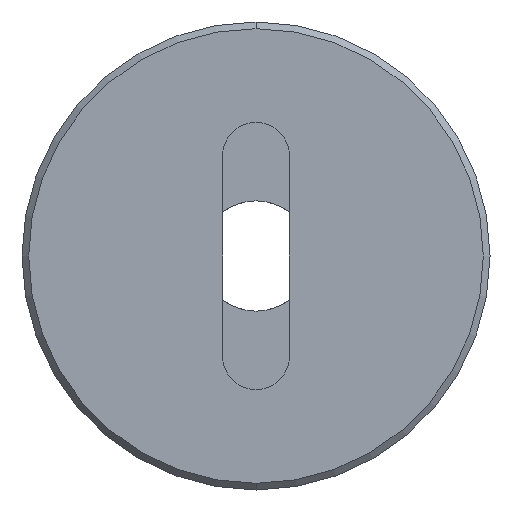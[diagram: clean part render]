
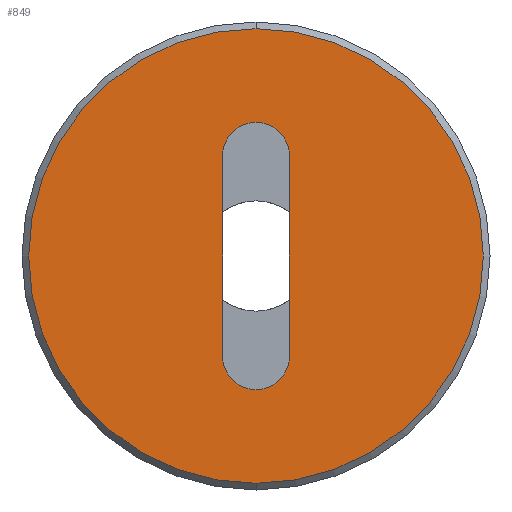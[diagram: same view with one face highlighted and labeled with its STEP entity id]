
A CAD part, front view. The second image highlights one B-rep face of the part: STEP entity #849.
In plain terms, the highlighted planar face has unit normal (0, -1, 0).
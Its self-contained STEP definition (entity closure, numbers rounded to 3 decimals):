
#1 = CARTESIAN_POINT ( 'NONE',  ( 0., 0., -4. ) ) ;
#11 = CIRCLE ( 'NONE', #1007, 1. ) ;
#14 = CARTESIAN_POINT ( 'NONE',  ( 0., 0., -6.8 ) ) ;
#22 = DIRECTION ( 'NONE',  ( 0., 0., -1. ) ) ;
#59 = CARTESIAN_POINT ( 'NONE',  ( -1., 0., 0. ) ) ;
#88 = DIRECTION ( 'NONE',  ( 0., 0., 1. ) ) ;
#102 = EDGE_CURVE ( 'NONE', #591, #713, #803, .T. ) ;
#121 = AXIS2_PLACEMENT_3D ( 'NONE', #1210, #896, #88 ) ;
#153 = FACE_BOUND ( 'NONE', #827, .T. ) ;
#205 = ORIENTED_EDGE ( 'NONE', *, *, #1117, .T. ) ;
#227 = AXIS2_PLACEMENT_3D ( 'NONE', #1223, #891, #1037 ) ;
#230 = ORIENTED_EDGE ( 'NONE', *, *, #954, .T. ) ;
#235 = ORIENTED_EDGE ( 'NONE', *, *, #102, .F. ) ;
#255 = CARTESIAN_POINT ( 'NONE',  ( 1., 0., 0. ) ) ;
#280 = DIRECTION ( 'NONE',  ( 0., -1., 0. ) ) ;
#291 = AXIS2_PLACEMENT_3D ( 'NONE', #628, #1051, #509 ) ;
#312 = AXIS2_PLACEMENT_3D ( 'NONE', #1091, #576, #385 ) ;
#385 = DIRECTION ( 'NONE',  ( 0., 0., 1. ) ) ;
#416 = VECTOR ( 'NONE', #1276, 1000. ) ;
#449 = CARTESIAN_POINT ( 'NONE',  ( 1., 0., 3. ) ) ;
#467 = FACE_OUTER_BOUND ( 'NONE', #920, .T. ) ;
#486 = ORIENTED_EDGE ( 'NONE', *, *, #633, .T. ) ;
#495 = VERTEX_POINT ( 'NONE', #868 ) ;
#509 = DIRECTION ( 'NONE',  ( 0., 0., -1. ) ) ;
#536 = DIRECTION ( 'NONE',  ( 0., -1., 0. ) ) ;
#576 = DIRECTION ( 'NONE',  ( 0., 1., 0. ) ) ;
#587 = CIRCLE ( 'NONE', #227, 6.8 ) ;
#591 = VERTEX_POINT ( 'NONE', #1 ) ;
#623 = CIRCLE ( 'NONE', #121, 6.8 ) ;
#628 = CARTESIAN_POINT ( 'NONE',  ( 0., 0., -3. ) ) ;
#631 = DIRECTION ( 'NONE',  ( 0., 0., 1. ) ) ;
#633 = EDGE_CURVE ( 'NONE', #1234, #862, #587, .T. ) ;
#667 = PLANE ( 'NONE',  #312 ) ;
#671 = EDGE_CURVE ( 'NONE', #725, #591, #807, .T. ) ;
#713 = VERTEX_POINT ( 'NONE', #1156 ) ;
#725 = VERTEX_POINT ( 'NONE', #1239 ) ;
#764 = LINE ( 'NONE', #255, #1005 ) ;
#803 = CIRCLE ( 'NONE', #291, 1. ) ;
#807 = CIRCLE ( 'NONE', #1174, 1. ) ;
#827 = EDGE_LOOP ( 'NONE', ( #946, #235, #1124, #230, #1226 ) ) ;
#849 = ADVANCED_FACE ( 'NONE', ( #467, #153 ), #667, .F. ) ;
#862 = VERTEX_POINT ( 'NONE', #884 ) ;
#868 = CARTESIAN_POINT ( 'NONE',  ( -1., 0., 3. ) ) ;
#884 = CARTESIAN_POINT ( 'NONE',  ( 0., 0., 6.8 ) ) ;
#891 = DIRECTION ( 'NONE',  ( 0., -1., 0. ) ) ;
#896 = DIRECTION ( 'NONE',  ( 0., -1., 0. ) ) ;
#899 = EDGE_CURVE ( 'NONE', #713, #931, #764, .T. ) ;
#920 = EDGE_LOOP ( 'NONE', ( #205, #486 ) ) ;
#931 = VERTEX_POINT ( 'NONE', #449 ) ;
#946 = ORIENTED_EDGE ( 'NONE', *, *, #899, .F. ) ;
#954 = EDGE_CURVE ( 'NONE', #725, #495, #982, .T. ) ;
#982 = LINE ( 'NONE', #59, #416 ) ;
#1005 = VECTOR ( 'NONE', #631, 1000. ) ;
#1007 = AXIS2_PLACEMENT_3D ( 'NONE', #1204, #280, #1280 ) ;
#1017 = EDGE_CURVE ( 'NONE', #931, #495, #11, .T. ) ;
#1037 = DIRECTION ( 'NONE',  ( 0., 0., 1. ) ) ;
#1051 = DIRECTION ( 'NONE',  ( 0., -1., 0. ) ) ;
#1063 = CARTESIAN_POINT ( 'NONE',  ( 0., 0., -3. ) ) ;
#1091 = CARTESIAN_POINT ( 'NONE',  ( 0., 0., 0. ) ) ;
#1117 = EDGE_CURVE ( 'NONE', #862, #1234, #623, .T. ) ;
#1124 = ORIENTED_EDGE ( 'NONE', *, *, #671, .F. ) ;
#1156 = CARTESIAN_POINT ( 'NONE',  ( 1., 0., -3. ) ) ;
#1174 = AXIS2_PLACEMENT_3D ( 'NONE', #1063, #536, #22 ) ;
#1204 = CARTESIAN_POINT ( 'NONE',  ( 0., 0., 3. ) ) ;
#1210 = CARTESIAN_POINT ( 'NONE',  ( 0., 0., 0. ) ) ;
#1223 = CARTESIAN_POINT ( 'NONE',  ( 0., 0., 0. ) ) ;
#1226 = ORIENTED_EDGE ( 'NONE', *, *, #1017, .F. ) ;
#1234 = VERTEX_POINT ( 'NONE', #14 ) ;
#1239 = CARTESIAN_POINT ( 'NONE',  ( -1., 0., -3. ) ) ;
#1276 = DIRECTION ( 'NONE',  ( 0., 0., 1. ) ) ;
#1280 = DIRECTION ( 'NONE',  ( 0., 0., -1. ) ) ;
